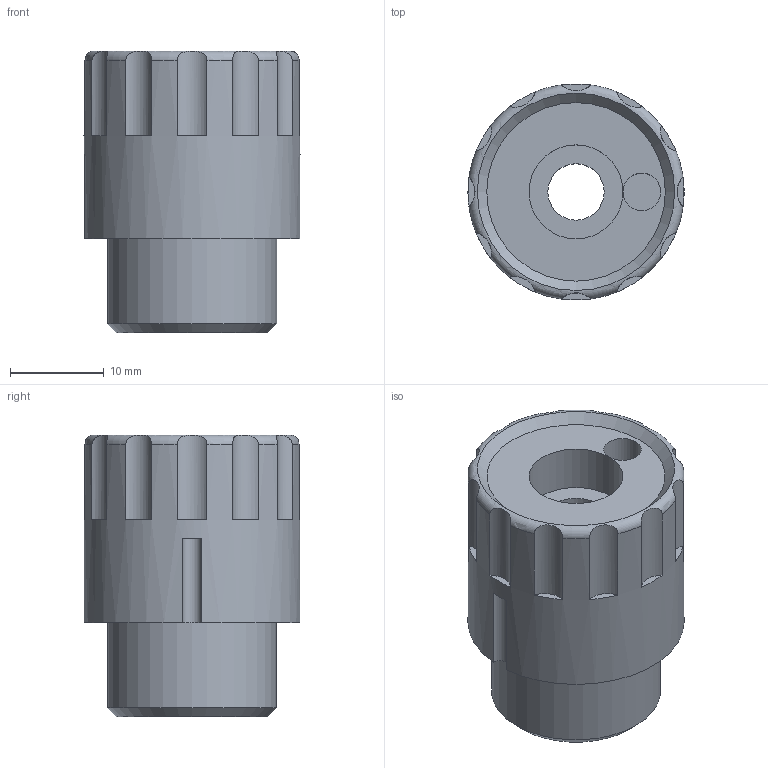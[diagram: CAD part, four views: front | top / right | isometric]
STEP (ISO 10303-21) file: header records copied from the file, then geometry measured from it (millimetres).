
FILE_DESCRIPTION((''),'2;1');
FILE_NAME('ZEI_ART_3DSTP_31006.stp','2013-06-26T09:21:16',('Alois Weiner'),(''),'Autodesk Inventor 2013','Autodesk Inventor 2013','');
FILE_SCHEMA(('AUTOMOTIVE_DESIGN { 1 0 10303 214 1 1 1 1 }'));
Length unit declared in the file: millimetre
Products named in the file (1): 31006000
Bounding box: 22.99 x 22.98 x 30 mm (x, y, z)
Volume: 5543.6 mm3; surface area: 5291.6 mm2
Topology: 1 solids, 1 shells, 44 faces, 113 edges, 73 vertices
Faces by surface type: cylinder 21, plane 20, cone 2, torus 1
Full cylindrical faces by diameter (mm): 4 x1, 6 x1, 10 x1, 16 x1, 18 x1, 19 x1, 23 x1
Entity records: 1574 total; most frequent: CARTESIAN_POINT 483, DIRECTION 238, ORIENTED_EDGE 202, AXIS2_PLACEMENT_3D 104, EDGE_CURVE 101, VERTEX_POINT 69, CIRCLE 59, EDGE_LOOP 58
